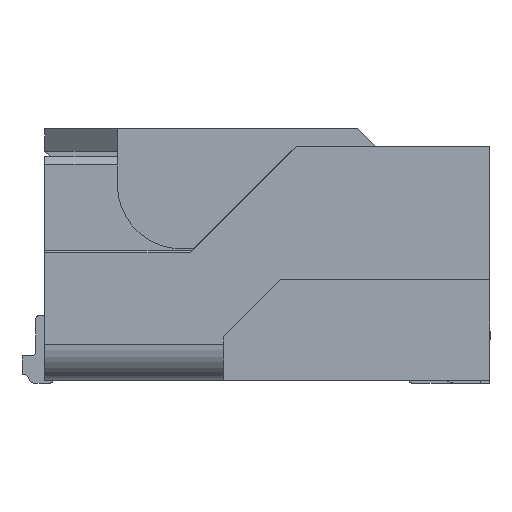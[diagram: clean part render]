
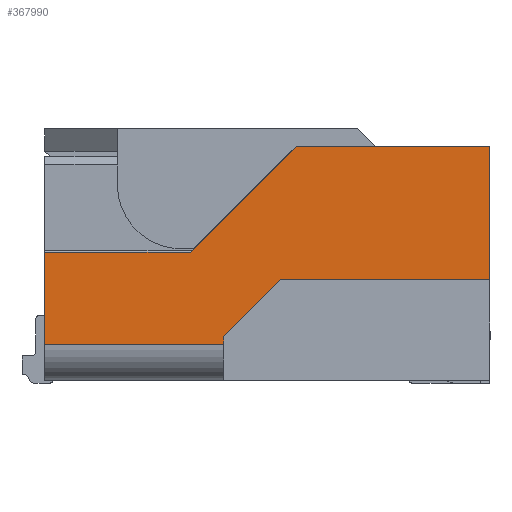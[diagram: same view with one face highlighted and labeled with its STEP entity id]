
A CAD part, left-side view. The second image highlights one B-rep face of the part: STEP entity #367990.
In plain terms, the highlighted face is planar.
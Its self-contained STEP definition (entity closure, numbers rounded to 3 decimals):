
#33040=CARTESIAN_POINT('',(1.355,-6.55,
-2.273));
#33050=VERTEX_POINT('',#33040);
#33080=CARTESIAN_POINT('',(1.355,-6.55,
0.));
#33090=DIRECTION('',(0.,0.,1.));
#33100=VECTOR('',#33090,1.);
#33110=LINE('',#33080,#33100);
#33120=CARTESIAN_POINT('',(1.355,-6.55,
-3.283));
#33130=VERTEX_POINT('',#33120);
#33140=EDGE_CURVE('',#33130,#33050,#33110,.T.);
#54280=CARTESIAN_POINT('',(1.355,-1.65,
-1.103));
#54290=VERTEX_POINT('',#54280);
#54320=CARTESIAN_POINT('',(1.355,0.,
-1.103));
#54330=DIRECTION('',(0.,-1.,0.));
#54340=VECTOR('',#54330,1.);
#54350=LINE('',#54320,#54340);
#54360=CARTESIAN_POINT('',(1.355,-3.78,
-1.103));
#54370=VERTEX_POINT('',#54360);
#54380=EDGE_CURVE('',#54290,#54370,#54350,.T.);
#317590=CARTESIAN_POINT('',(1.355,-4.58,
-3.283));
#317600=VERTEX_POINT('',#317590);
#317630=CARTESIAN_POINT('',(1.355,-4.58,
0.));
#317640=DIRECTION('',(0.,0.,1.));
#317650=VECTOR('',#317640,1.);
#317660=LINE('',#317630,#317650);
#317670=CARTESIAN_POINT('',(1.355,-4.58,
-3.203));
#317680=VERTEX_POINT('',#317670);
#317690=EDGE_CURVE('',#317600,#317680,#317660,.T.);
#317860=CARTESIAN_POINT('',(1.355,-1.377,
0.));
#317870=DIRECTION('',(0.,0.707,
0.707));
#317880=VECTOR('',#317870,1.);
#317890=LINE('',#317860,#317880);
#317900=CARTESIAN_POINT('',(1.355,-3.95,
-2.573));
#317910=VERTEX_POINT('',#317900);
#317920=EDGE_CURVE('',#317680,#317910,#317890,.T.);
#318100=CARTESIAN_POINT('',(1.355,0.,
-2.573));
#318110=DIRECTION('',(0.,1.,0.));
#318120=VECTOR('',#318110,1.);
#318130=LINE('',#318100,#318120);
#318140=CARTESIAN_POINT('',(1.355,-1.65,
-2.573));
#318150=VERTEX_POINT('',#318140);
#318160=EDGE_CURVE('',#317910,#318150,#318130,.T.);
#318340=CARTESIAN_POINT('',(1.355,0.,
-3.283));
#318350=DIRECTION('',(0.,1.,0.));
#318360=VECTOR('',#318350,1.);
#318370=LINE('',#318340,#318360);
#318380=EDGE_CURVE('',#33130,#317600,#318370,.T.);
#367540=CARTESIAN_POINT('',(1.355,-1.65,
0.));
#367550=DIRECTION('',(0.,0.,1.));
#367560=VECTOR('',#367550,1.);
#367570=LINE('',#367540,#367560);
#367580=EDGE_CURVE('',#318150,#54290,#367570,.T.);
#367710=CARTESIAN_POINT('',(1.355,-0.462,
1.79));
#367720=DIRECTION('',(1.,0.,0.));
#367730=DIRECTION('',(0.,0.,-1.));
#367740=AXIS2_PLACEMENT_3D('',#367710,#367720,#367730);
#367750=PLANE('',#367740);
#367760=ORIENTED_EDGE('',*,*,#318380,.T.);
#367770=ORIENTED_EDGE('',*,*,#33140,.F.);
#367780=CARTESIAN_POINT('',(1.355,0.,
-2.273));
#367790=DIRECTION('',(0.,-1.,0.));
#367800=VECTOR('',#367790,1.);
#367810=LINE('',#367780,#367800);
#367820=CARTESIAN_POINT('',(1.355,-4.95,
-2.273));
#367830=VERTEX_POINT('',#367820);
#367840=EDGE_CURVE('',#367830,#33050,#367810,.T.);
#367850=ORIENTED_EDGE('',*,*,#367840,.T.);
#367860=CARTESIAN_POINT('',(1.355,0.,
2.677));
#367870=DIRECTION('',(0.,0.707,
0.707));
#367880=VECTOR('',#367870,1.);
#367890=LINE('',#367860,#367880);
#367900=EDGE_CURVE('',#367830,#54370,#367890,.T.);
#367910=ORIENTED_EDGE('',*,*,#367900,.F.);
#367920=ORIENTED_EDGE('',*,*,#54380,.T.);
#367930=ORIENTED_EDGE('',*,*,#367580,.T.);
#367940=ORIENTED_EDGE('',*,*,#318160,.T.);
#367950=ORIENTED_EDGE('',*,*,#317920,.T.);
#367960=ORIENTED_EDGE('',*,*,#317690,.T.);
#367970=EDGE_LOOP('',(#367960,#367950,#367940,#367930,#367920,#367910,
#367850,#367770,#367760));
#367980=FACE_OUTER_BOUND('',#367970,.T.);
#367990=ADVANCED_FACE('',(#367980),#367750,.T.);
